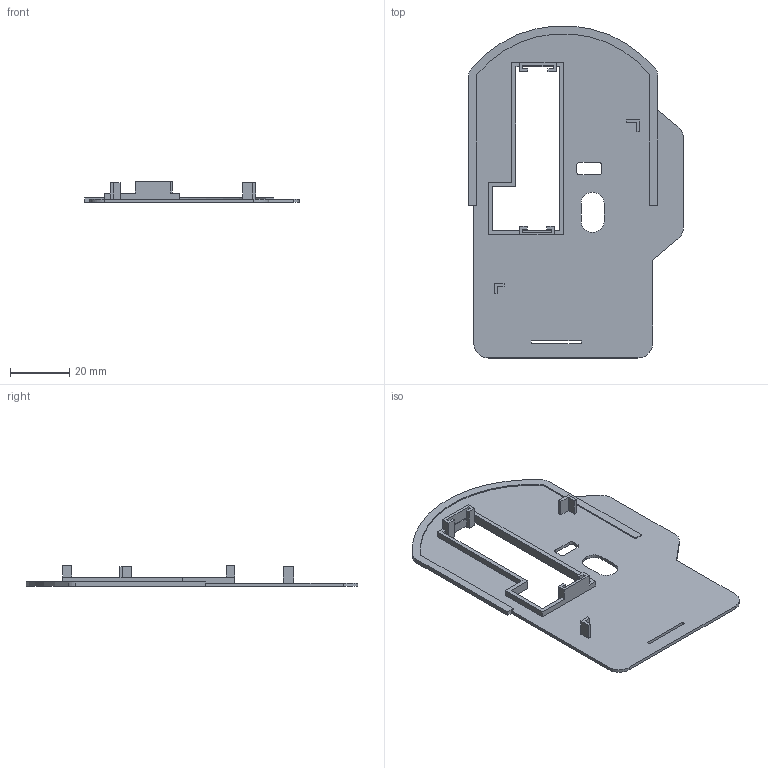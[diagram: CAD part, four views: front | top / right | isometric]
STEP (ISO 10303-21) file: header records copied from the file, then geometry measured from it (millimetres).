
FILE_DESCRIPTION(/* description */ ('STEP AP242','CAx-IF Rec.Pracs.---Representation and Presentation of Product Manufacturing Information (PMI)---4.0---2014-10-13','CAx-IF Rec.Pracs.---3D Tessellated Geometry---0.4---2014-09-14','2;1'),/* implementation_level */ '2;1');
FILE_NAME(/* name */ '686b6d7e45e90a37d9e99ba2',/* time_stamp */ '2025-07-07T06:47:26Z',/* author */ (''),/* organization */ (''),/* preprocessor_version */ 'ST-DEVELOPER v20',/* originating_system */ 'ONSHAPE BY PTC INC, 1.200',/* authorisation */ ' ');
FILE_SCHEMA (('AP242_MANAGED_MODEL_BASED_3D_ENGINEERING_MIM_LF { 1 0 10303 442 1 1 4 }'));
Length unit declared in the file: metre
Products named in the file (1): Part 6
Bounding box: 72.53 x 112.25 x 7 mm (x, y, z)
Volume: 7481.9 mm3; surface area: 14029.2 mm2
Topology: 1 solids, 1 shells, 101 faces, 291 edges, 194 vertices
Faces by surface type: plane 85, cylinder 16
Entity records: 3315 total; most frequent: CARTESIAN_POINT 587, ORIENTED_EDGE 582, DIRECTION 527, EDGE_CURVE 291, LINE 259, VECTOR 259, VERTEX_POINT 194, AXIS2_PLACEMENT_3D 134
